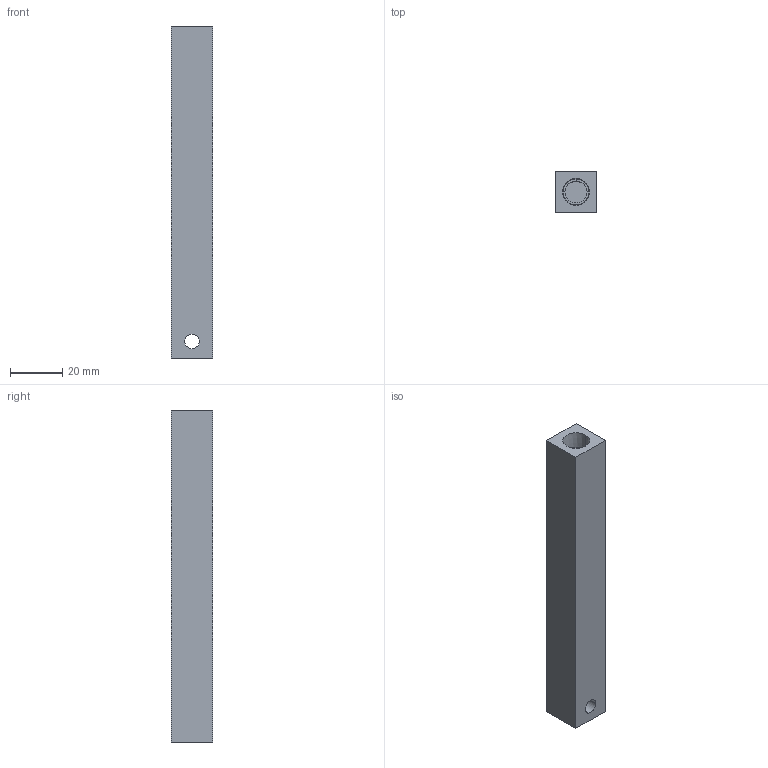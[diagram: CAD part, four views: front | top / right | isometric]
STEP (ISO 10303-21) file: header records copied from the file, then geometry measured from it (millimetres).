
FILE_DESCRIPTION (( 'STEP AP203' ), '1' );
FILE_NAME ('MRA-8BA.step', '2015-12-02T21:10:24', ( '' ), ( '' ), 'SwSTEP 2.0', 'SolidWorks 2015', '' );
FILE_SCHEMA (( 'CONFIG_CONTROL_DESIGN' ));
Length unit declared in the file: inch
Products named in the file (1): MRA-8BA
Bounding box: 15.88 x 15.75 x 127 mm (x, y, z)
Volume: 24421.7 mm3; surface area: 12012 mm2
Topology: 1 solids, 1 shells, 30 faces, 78 edges, 52 vertices
Faces by surface type: cylinder 20, plane 8, cone 2
Entity records: 1477 total; most frequent: CARTESIAN_POINT 625, ORIENTED_EDGE 156, DIRECTION 152, EDGE_CURVE 78, AXIS2_PLACEMENT_3D 59, VERTEX_POINT 52, EDGE_LOOP 50, VECTOR 34
